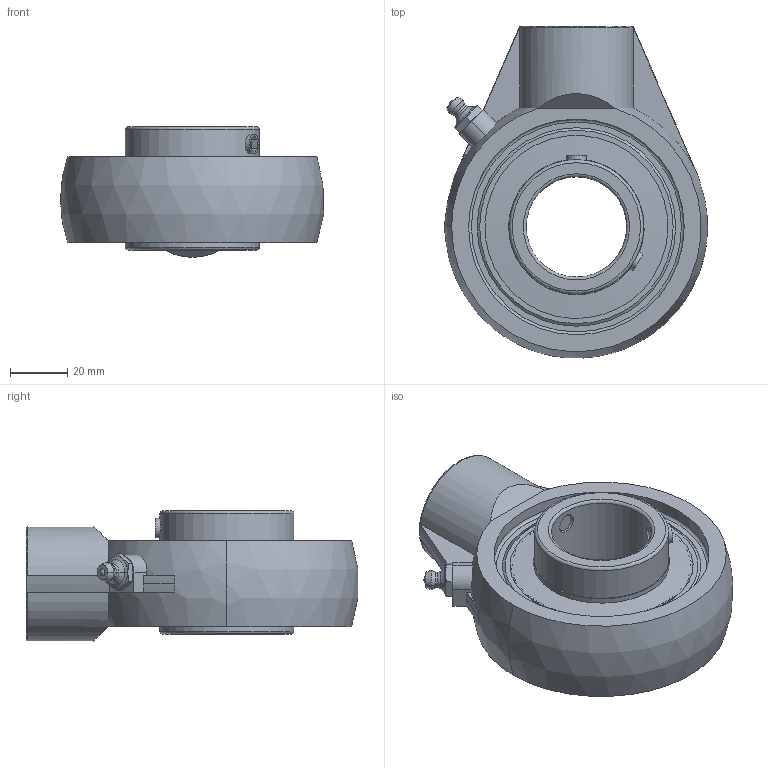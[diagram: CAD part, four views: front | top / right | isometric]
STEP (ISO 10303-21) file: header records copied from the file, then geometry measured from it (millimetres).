
FILE_DESCRIPTION(('HOOPS Exchange Step'),'2;1');
FILE_NAME('export-713AE80F-2DF6-4E0A-989A-1A7835C16143.stp','2019-12-13T13:35:08-08:00',('ibuslach'),('Alibre'),'HOOPS Exchange 2019.2','Alibre','Unknown authorisation');
FILE_SCHEMA( ('AP242_MANAGED_MODEL_BASED_3D_ENGINEERING_MIM_LF {1 0 10303 442 1 1 4 }') );
Length unit declared in the file: centimetre
Products named in the file (7): MRN SHA 207; ZERK 6mm; SUC 207 RACES; SUC 207 SHIELD; SUC 207 SS; MRN SUC 207; MRN SUCHA 207
Assembly tree (8 placements, depth 3):
  MRN SUCHA 207
    MRN SHA 207
    ZERK 6mm
    MRN SUC 207
      SUC 207 RACES
      SUC 207 SHIELD  x2
      SUC 207 SS  x2
Bounding box: 91.71 x 115.66 x 45.36 mm (x, y, z)
Volume: 149880 mm3; surface area: 56508.2 mm2
Topology: 8 solids, 8 shells, 165 faces, 428 edges, 277 vertices
Faces by surface type: plane 63, cylinder 38, cone 35, torus 14, sphere 11, bspline 4
Full cylindrical faces by diameter (mm): 1.505 x2, 6 x2, 6.782 x4, 19.05 x1, 35 x1, 46.736 x3, 47.244 x2, 62.23 x1, 63.805 x2, 75.166 x2
Entity records: 7768 total; most frequent: CARTESIAN_POINT 3937, DIRECTION 829, ORIENTED_EDGE 752, EDGE_CURVE 376, AXIS2_PLACEMENT_3D 359, VERTEX_POINT 246, CIRCLE 186, EDGE_LOOP 170
